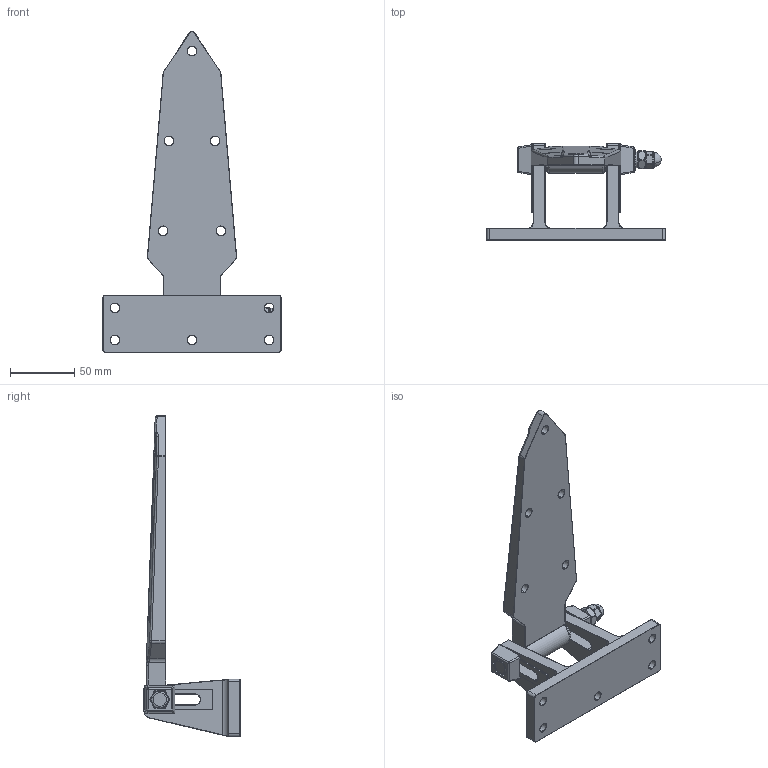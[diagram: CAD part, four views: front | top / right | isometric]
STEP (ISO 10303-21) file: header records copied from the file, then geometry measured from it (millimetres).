
FILE_DESCRIPTION (( 'STEP AP214' ), '1' );
FILE_NAME ('AIRS-1460.STEP', '2018-08-02T06:38:33', ( '' ), ( '' ), 'SwSTEP 2.0', 'SolidWorks 2010', '' );
FILE_SCHEMA (( 'AUTOMOTIVE_DESIGN' ));
Length unit declared in the file: millimetre
Products named in the file (11): 六角螺母; 彈簧華司; 六角螺母(球頭); 鉸鏈片; 固定座; AIRS-1460; 塑膠墊片; 調節座(內六角孔); 調節座(圓孔); 不鏽鋼墊片; 中心軸
Assembly tree (11 placements, depth 2):
  AIRS-1460
    六角螺母
    不鏽鋼墊片
    固定座
    中心軸
    鉸鏈片
    調節座(圓孔)
    塑膠墊片  x2
    六角螺母(球頭)
    調節座(內六角孔)
    彈簧華司
Bounding box: 139 x 74.8 x 250 mm (x, y, z)
Volume: 239689.6 mm3; surface area: 69289.5 mm2
Topology: 11 solids, 11 shells, 910 faces, 2098 edges, 1169 vertices
Faces by surface type: cylinder 335, torus 223, bspline 163, plane 111, sphere 48, cone 30
Entity records: 43722 total; most frequent: CARTESIAN_POINT 24341, DIRECTION 4031, ORIENTED_EDGE 4012, EDGE_CURVE 2006, AXIS2_PLACEMENT_3D 1735, VERTEX_POINT 1143, CIRCLE 995, EDGE_LOOP 931
